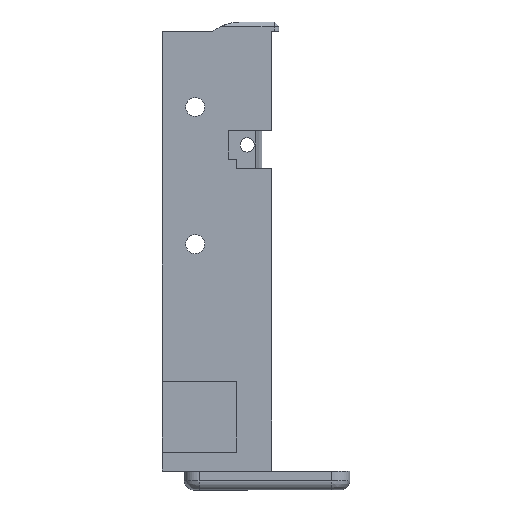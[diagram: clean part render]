
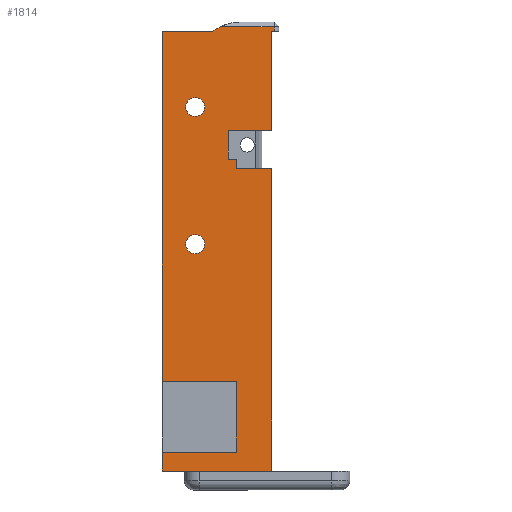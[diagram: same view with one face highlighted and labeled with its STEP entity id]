
A CAD part, front view. The second image highlights one B-rep face of the part: STEP entity #1814.
In plain terms, the highlighted planar face has unit normal (0, -1, 0).
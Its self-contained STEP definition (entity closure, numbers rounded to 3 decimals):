
#52=FACE_BOUND('',#324,.T.);
#53=FACE_BOUND('',#325,.T.);
#108=PLANE('',#2013);
#208=FACE_OUTER_BOUND('',#323,.T.);
#323=EDGE_LOOP('',(#1630,#1631,#1632,#1633,#1634,#1635,#1636,#1637,#1638,
#1639,#1640,#1641,#1642,#1643,#1644,#1645,#1646,#1647));
#324=EDGE_LOOP('',(#1648));
#325=EDGE_LOOP('',(#1649));
#389=LINE('',#2849,#554);
#393=LINE('',#2857,#558);
#398=LINE('',#2866,#563);
#430=LINE('',#2952,#595);
#455=LINE('',#3007,#620);
#457=LINE('',#3012,#622);
#461=LINE('',#3019,#626);
#463=LINE('',#3026,#628);
#473=LINE('',#3062,#638);
#475=LINE('',#3067,#640);
#479=LINE('',#3080,#644);
#480=LINE('',#3085,#645);
#483=LINE('',#3089,#648);
#490=LINE('',#3122,#655);
#493=LINE('',#3130,#658);
#496=LINE('',#3134,#661);
#497=LINE('',#3137,#662);
#554=VECTOR('',#2255,10.);
#558=VECTOR('',#2261,10.);
#563=VECTOR('',#2268,10.);
#595=VECTOR('',#2344,10.);
#620=VECTOR('',#2397,10.);
#622=VECTOR('',#2401,10.);
#626=VECTOR('',#2405,10.);
#628=VECTOR('',#2413,10.);
#638=VECTOR('',#2449,10.);
#640=VECTOR('',#2455,10.);
#644=VECTOR('',#2469,10.);
#645=VECTOR('',#2474,10.);
#648=VECTOR('',#2479,10.);
#655=VECTOR('',#2526,10.);
#658=VECTOR('',#2533,10.);
#661=VECTOR('',#2538,10.);
#662=VECTOR('',#2543,10.);
#712=CIRCLE('',#1918,2.);
#714=CIRCLE('',#1921,2.);
#723=CIRCLE('',#1946,10.);
#816=VERTEX_POINT('',#2835);
#818=VERTEX_POINT('',#2841);
#820=VERTEX_POINT('',#2847);
#821=VERTEX_POINT('',#2848);
#824=VERTEX_POINT('',#2856);
#826=VERTEX_POINT('',#2862);
#852=VERTEX_POINT('',#2936);
#858=VERTEX_POINT('',#2947);
#859=VERTEX_POINT('',#2951);
#875=VERTEX_POINT('',#3005);
#876=VERTEX_POINT('',#3009);
#877=VERTEX_POINT('',#3011);
#880=VERTEX_POINT('',#3017);
#882=VERTEX_POINT('',#3024);
#895=VERTEX_POINT('',#3061);
#896=VERTEX_POINT('',#3066);
#900=VERTEX_POINT('',#3078);
#902=VERTEX_POINT('',#3084);
#908=VERTEX_POINT('',#3121);
#911=VERTEX_POINT('',#3129);
#1012=EDGE_CURVE('',#816,#816,#712,.T.);
#1015=EDGE_CURVE('',#818,#818,#714,.T.);
#1018=EDGE_CURVE('',#820,#821,#389,.T.);
#1022=EDGE_CURVE('',#821,#824,#393,.T.);
#1027=EDGE_CURVE('',#824,#826,#398,.T.);
#1068=EDGE_CURVE('',#858,#852,#723,.T.);
#1069=EDGE_CURVE('',#852,#859,#430,.T.);
#1097=EDGE_CURVE('',#858,#875,#455,.T.);
#1099=EDGE_CURVE('',#877,#876,#457,.T.);
#1103=EDGE_CURVE('',#875,#880,#461,.T.);
#1107=EDGE_CURVE('',#882,#876,#463,.T.);
#1126=EDGE_CURVE('',#895,#859,#473,.T.);
#1129=EDGE_CURVE('',#896,#895,#475,.T.);
#1136=EDGE_CURVE('',#820,#900,#479,.T.);
#1138=EDGE_CURVE('',#902,#826,#480,.T.);
#1141=EDGE_CURVE('',#896,#900,#483,.T.);
#1156=EDGE_CURVE('',#908,#877,#490,.T.);
#1160=EDGE_CURVE('',#911,#908,#493,.T.);
#1163=EDGE_CURVE('',#880,#911,#496,.T.);
#1164=EDGE_CURVE('',#902,#882,#497,.T.);
#1630=ORIENTED_EDGE('',*,*,#1138,.T.);
#1631=ORIENTED_EDGE('',*,*,#1027,.F.);
#1632=ORIENTED_EDGE('',*,*,#1022,.F.);
#1633=ORIENTED_EDGE('',*,*,#1018,.F.);
#1634=ORIENTED_EDGE('',*,*,#1136,.T.);
#1635=ORIENTED_EDGE('',*,*,#1141,.F.);
#1636=ORIENTED_EDGE('',*,*,#1129,.T.);
#1637=ORIENTED_EDGE('',*,*,#1126,.T.);
#1638=ORIENTED_EDGE('',*,*,#1069,.F.);
#1639=ORIENTED_EDGE('',*,*,#1068,.F.);
#1640=ORIENTED_EDGE('',*,*,#1097,.T.);
#1641=ORIENTED_EDGE('',*,*,#1103,.T.);
#1642=ORIENTED_EDGE('',*,*,#1163,.T.);
#1643=ORIENTED_EDGE('',*,*,#1160,.T.);
#1644=ORIENTED_EDGE('',*,*,#1156,.T.);
#1645=ORIENTED_EDGE('',*,*,#1099,.T.);
#1646=ORIENTED_EDGE('',*,*,#1107,.F.);
#1647=ORIENTED_EDGE('',*,*,#1164,.F.);
#1648=ORIENTED_EDGE('',*,*,#1015,.F.);
#1649=ORIENTED_EDGE('',*,*,#1012,.F.);
#1814=ADVANCED_FACE('',(#208,#52,#53),#108,.T.);
#1918=AXIS2_PLACEMENT_3D('',#2836,#2241,#2242);
#1921=AXIS2_PLACEMENT_3D('',#2842,#2248,#2249);
#1946=AXIS2_PLACEMENT_3D('',#2949,#2340,#2341);
#2013=AXIS2_PLACEMENT_3D('',#3136,#2541,#2542);
#2241=DIRECTION('center_axis',(0.,-1.,0.));
#2242=DIRECTION('ref_axis',(1.,0.,0.));
#2248=DIRECTION('center_axis',(0.,-1.,0.));
#2249=DIRECTION('ref_axis',(1.,0.,0.));
#2255=DIRECTION('',(0.,0.,-1.));
#2261=DIRECTION('',(1.,0.,0.));
#2268=DIRECTION('',(0.,0.,-1.));
#2340=DIRECTION('center_axis',(0.,1.,0.));
#2341=DIRECTION('ref_axis',(-0.6,0.,0.8));
#2344=DIRECTION('',(1.,0.,0.));
#2397=DIRECTION('',(-1.,0.,0.));
#2401=DIRECTION('',(0.,0.,-1.));
#2405=DIRECTION('',(0.,0.,-1.));
#2413=DIRECTION('',(-1.,0.,0.));
#2449=DIRECTION('',(0.,0.,1.));
#2455=DIRECTION('',(1.,0.,0.));
#2469=DIRECTION('',(1.,0.,0.));
#2474=DIRECTION('',(-1.,0.,0.));
#2479=DIRECTION('',(0.,0.,-1.));
#2526=DIRECTION('',(-1.,0.,0.));
#2533=DIRECTION('',(0.,0.,-1.));
#2538=DIRECTION('',(1.,0.,0.));
#2541=DIRECTION('center_axis',(0.,-1.,0.));
#2542=DIRECTION('ref_axis',(1.,0.,0.));
#2543=DIRECTION('',(0.,0.,-1.));
#2835=CARTESIAN_POINT('',(30.,-23.,-163.));
#2836=CARTESIAN_POINT('Origin',(32.,-23.,-163.));
#2841=CARTESIAN_POINT('',(30.,-23.,-134.));
#2842=CARTESIAN_POINT('Origin',(32.,-23.,-134.));
#2847=CARTESIAN_POINT('',(39.,-23.,-139.));
#2848=CARTESIAN_POINT('',(39.,-23.,-145.));
#2849=CARTESIAN_POINT('',(39.,-23.,-146.5));
#2856=CARTESIAN_POINT('',(40.7,-23.,-145.));
#2857=CARTESIAN_POINT('',(36.775,-23.,-145.));
#2862=CARTESIAN_POINT('',(40.7,-23.,-147.));
#2866=CARTESIAN_POINT('',(40.7,-23.,-158.));
#2936=CARTESIAN_POINT('',(37.341,-23.,-117.));
#2947=CARTESIAN_POINT('',(35.7,-23.,-118.));
#2949=CARTESIAN_POINT('Origin',(41.7,-23.,-126.));
#2951=CARTESIAN_POINT('',(48.7,-23.,-117.));
#2952=CARTESIAN_POINT('',(33.85,-23.,-117.));
#3005=CARTESIAN_POINT('',(25.,-23.,-118.));
#3007=CARTESIAN_POINT('',(30.792,-23.,-118.));
#3009=CARTESIAN_POINT('',(25.,-23.,-211.));
#3011=CARTESIAN_POINT('',(25.,-23.,-207.));
#3012=CARTESIAN_POINT('',(25.,-23.,-203.));
#3017=CARTESIAN_POINT('',(25.,-23.,-192.));
#3019=CARTESIAN_POINT('',(25.,-23.,-203.));
#3024=CARTESIAN_POINT('',(48.167,-23.,-211.));
#3026=CARTESIAN_POINT('',(42.375,-23.,-211.));
#3061=CARTESIAN_POINT('',(48.7,-23.,-118.));
#3062=CARTESIAN_POINT('',(48.7,-23.,-118.));
#3066=CARTESIAN_POINT('',(48.167,-23.,-118.));
#3067=CARTESIAN_POINT('',(25.,-23.,-118.));
#3078=CARTESIAN_POINT('',(48.167,-23.,-139.));
#3080=CARTESIAN_POINT('',(32.85,-23.,-139.));
#3084=CARTESIAN_POINT('',(48.167,-23.,-147.));
#3085=CARTESIAN_POINT('',(36.584,-23.,-147.));
#3089=CARTESIAN_POINT('',(48.167,-23.,-203.));
#3121=CARTESIAN_POINT('',(40.7,-23.,-207.));
#3122=CARTESIAN_POINT('',(32.85,-23.,-207.));
#3129=CARTESIAN_POINT('',(40.7,-23.,-192.));
#3130=CARTESIAN_POINT('',(40.7,-23.,-197.5));
#3134=CARTESIAN_POINT('',(25.,-23.,-192.));
#3136=CARTESIAN_POINT('Origin',(25.,-23.,-203.));
#3137=CARTESIAN_POINT('',(48.167,-23.,-203.));
